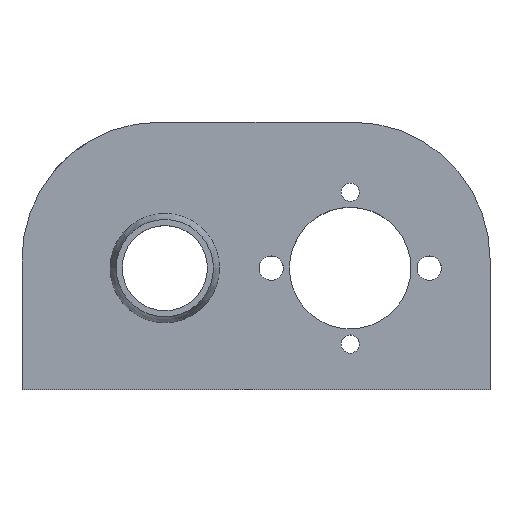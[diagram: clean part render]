
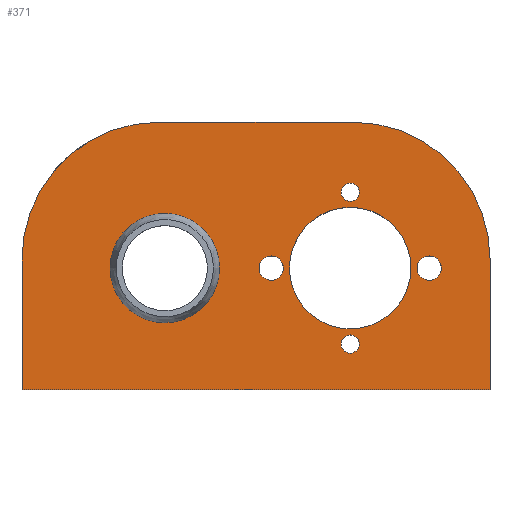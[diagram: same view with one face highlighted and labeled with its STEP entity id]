
A CAD part, top view. The second image highlights one B-rep face of the part: STEP entity #371.
In plain terms, the highlighted planar face has unit normal (0, 0, 1).
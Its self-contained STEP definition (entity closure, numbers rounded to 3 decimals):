
#20=FACE_BOUND('',#82,.T.);
#21=FACE_BOUND('',#83,.T.);
#22=FACE_BOUND('',#84,.T.);
#23=FACE_BOUND('',#85,.T.);
#24=FACE_BOUND('',#86,.T.);
#25=FACE_BOUND('',#87,.T.);
#37=PLANE('',#426);
#57=FACE_OUTER_BOUND('',#81,.T.);
#81=EDGE_LOOP('',(#319,#320,#321,#322,#323,#324));
#82=EDGE_LOOP('',(#325));
#83=EDGE_LOOP('',(#326));
#84=EDGE_LOOP('',(#327));
#85=EDGE_LOOP('',(#328));
#86=EDGE_LOOP('',(#329));
#87=EDGE_LOOP('',(#330));
#109=LINE('',#639,#133);
#112=LINE('',#645,#136);
#116=LINE('',#657,#140);
#120=LINE('',#667,#144);
#133=VECTOR('',#502,10.);
#136=VECTOR('',#507,10.);
#140=VECTOR('',#519,10.);
#144=VECTOR('',#531,10.);
#149=CIRCLE('',#394,9.);
#153=CIRCLE('',#402,10.);
#155=CIRCLE('',#405,1.5);
#157=CIRCLE('',#408,2.);
#159=CIRCLE('',#411,1.5);
#161=CIRCLE('',#414,2.);
#164=CIRCLE('',#420,22.5);
#166=CIRCLE('',#424,22.5);
#173=VERTEX_POINT('',#588);
#177=VERTEX_POINT('',#603);
#179=VERTEX_POINT('',#609);
#181=VERTEX_POINT('',#615);
#183=VERTEX_POINT('',#621);
#185=VERTEX_POINT('',#627);
#189=VERTEX_POINT('',#636);
#190=VERTEX_POINT('',#638);
#192=VERTEX_POINT('',#644);
#194=VERTEX_POINT('',#650);
#196=VERTEX_POINT('',#656);
#198=VERTEX_POINT('',#662);
#208=EDGE_CURVE('',#173,#173,#149,.T.);
#214=EDGE_CURVE('',#177,#177,#153,.T.);
#217=EDGE_CURVE('',#179,#179,#155,.T.);
#220=EDGE_CURVE('',#181,#181,#157,.T.);
#223=EDGE_CURVE('',#183,#183,#159,.T.);
#226=EDGE_CURVE('',#185,#185,#161,.T.);
#231=EDGE_CURVE('',#190,#189,#109,.T.);
#234=EDGE_CURVE('',#192,#190,#112,.T.);
#237=EDGE_CURVE('',#194,#192,#164,.T.);
#240=EDGE_CURVE('',#196,#194,#116,.T.);
#243=EDGE_CURVE('',#198,#196,#166,.T.);
#246=EDGE_CURVE('',#189,#198,#120,.T.);
#319=ORIENTED_EDGE('',*,*,#246,.T.);
#320=ORIENTED_EDGE('',*,*,#243,.T.);
#321=ORIENTED_EDGE('',*,*,#240,.T.);
#322=ORIENTED_EDGE('',*,*,#237,.T.);
#323=ORIENTED_EDGE('',*,*,#234,.T.);
#324=ORIENTED_EDGE('',*,*,#231,.T.);
#325=ORIENTED_EDGE('',*,*,#226,.T.);
#326=ORIENTED_EDGE('',*,*,#223,.T.);
#327=ORIENTED_EDGE('',*,*,#208,.T.);
#328=ORIENTED_EDGE('',*,*,#220,.T.);
#329=ORIENTED_EDGE('',*,*,#217,.T.);
#330=ORIENTED_EDGE('',*,*,#214,.T.);
#371=ADVANCED_FACE('',(#57,#20,#21,#22,#23,#24,#25),#37,.T.);
#394=AXIS2_PLACEMENT_3D('',#590,#447,#448);
#402=AXIS2_PLACEMENT_3D('',#604,#465,#466);
#405=AXIS2_PLACEMENT_3D('',#610,#472,#473);
#408=AXIS2_PLACEMENT_3D('',#616,#479,#480);
#411=AXIS2_PLACEMENT_3D('',#622,#486,#487);
#414=AXIS2_PLACEMENT_3D('',#628,#493,#494);
#420=AXIS2_PLACEMENT_3D('',#651,#513,#514);
#424=AXIS2_PLACEMENT_3D('',#663,#525,#526);
#426=AXIS2_PLACEMENT_3D('',#668,#532,#533);
#447=DIRECTION('center_axis',(0.,0.,-1.));
#448=DIRECTION('ref_axis',(1.,0.,0.));
#465=DIRECTION('center_axis',(0.,0.,-1.));
#466=DIRECTION('ref_axis',(1.,0.,0.));
#472=DIRECTION('center_axis',(0.,0.,-1.));
#473=DIRECTION('ref_axis',(1.,0.,0.));
#479=DIRECTION('center_axis',(0.,0.,-1.));
#480=DIRECTION('ref_axis',(1.,0.,0.));
#486=DIRECTION('center_axis',(0.,0.,-1.));
#487=DIRECTION('ref_axis',(1.,0.,0.));
#493=DIRECTION('center_axis',(0.,0.,-1.));
#494=DIRECTION('ref_axis',(1.,0.,0.));
#502=DIRECTION('',(1.,0.,0.));
#507=DIRECTION('',(0.,-1.,0.));
#513=DIRECTION('center_axis',(0.,0.,1.));
#514=DIRECTION('ref_axis',(0.,1.,0.));
#519=DIRECTION('',(-1.,0.,0.));
#525=DIRECTION('center_axis',(0.,0.,1.));
#526=DIRECTION('ref_axis',(1.,0.,0.));
#531=DIRECTION('',(0.,1.,0.));
#532=DIRECTION('center_axis',(0.,0.,1.));
#533=DIRECTION('ref_axis',(1.,0.,0.));
#588=CARTESIAN_POINT('',(14.5,20.,9.));
#590=CARTESIAN_POINT('Origin',(23.5,20.,9.));
#603=CARTESIAN_POINT('',(44.,20.,9.));
#604=CARTESIAN_POINT('Origin',(54.,20.,9.));
#609=CARTESIAN_POINT('',(52.5,7.5,9.));
#610=CARTESIAN_POINT('Origin',(54.,7.5,9.));
#615=CARTESIAN_POINT('',(65.,20.,9.));
#616=CARTESIAN_POINT('Origin',(67.,20.,9.));
#621=CARTESIAN_POINT('',(52.5,32.5,9.));
#622=CARTESIAN_POINT('Origin',(54.,32.5,9.));
#627=CARTESIAN_POINT('',(39.,20.,9.));
#628=CARTESIAN_POINT('Origin',(41.,20.,9.));
#636=CARTESIAN_POINT('',(77.,0.,9.));
#638=CARTESIAN_POINT('',(0.,0.,9.));
#639=CARTESIAN_POINT('',(0.,0.,9.));
#644=CARTESIAN_POINT('',(0.,21.5,9.));
#645=CARTESIAN_POINT('',(0.,0.,9.));
#650=CARTESIAN_POINT('',(22.5,44.,9.));
#651=CARTESIAN_POINT('Origin',(22.5,21.5,9.));
#656=CARTESIAN_POINT('',(54.5,44.,9.));
#657=CARTESIAN_POINT('',(22.5,44.,9.));
#662=CARTESIAN_POINT('',(77.,21.5,9.));
#663=CARTESIAN_POINT('Origin',(54.5,21.5,9.));
#667=CARTESIAN_POINT('',(77.,21.5,9.));
#668=CARTESIAN_POINT('Origin',(38.5,22.,9.));
